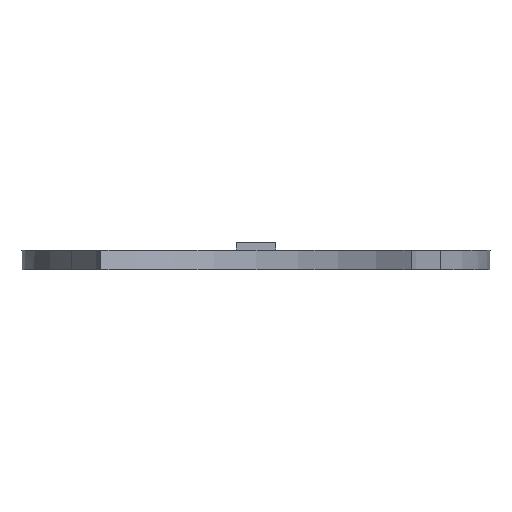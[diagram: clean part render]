
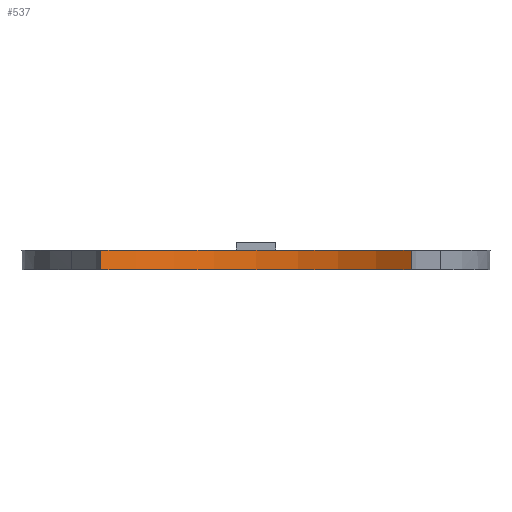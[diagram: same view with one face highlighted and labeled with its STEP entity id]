
A CAD part, front view. The second image highlights one B-rep face of the part: STEP entity #537.
In plain terms, the highlighted cylindrical face has radius 63 mm (diameter 126 mm), a partial arc.
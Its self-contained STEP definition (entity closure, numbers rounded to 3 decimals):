
#43 = CYLINDRICAL_SURFACE('',#44,70.);
#44 = AXIS2_PLACEMENT_3D('',#45,#46,#47);
#45 = CARTESIAN_POINT('',(102.47,80.,0.));
#46 = DIRECTION('',(-0.,-0.,-1.));
#47 = DIRECTION('',(1.,0.,0.));
#90 = VERTEX_POINT('',#91);
#91 = CARTESIAN_POINT('',(39.782,48.851,5.));
#106 = PLANE('',#107);
#107 = AXIS2_PLACEMENT_3D('',#108,#109,#110);
#108 = CARTESIAN_POINT('',(47.294,123.077,5.));
#109 = DIRECTION('',(0.,0.,-1.));
#110 = DIRECTION('',(-1.,0.,0.));
#122 = EDGE_CURVE('',#123,#90,#125,.T.);
#123 = VERTEX_POINT('',#124);
#124 = CARTESIAN_POINT('',(39.782,48.851,0.));
#125 = SURFACE_CURVE('',#126,(#130,#137),.PCURVE_S1.);
#126 = LINE('',#127,#128);
#127 = CARTESIAN_POINT('',(39.782,48.851,0.));
#128 = VECTOR('',#129,1.);
#129 = DIRECTION('',(0.,0.,1.));
#130 = PCURVE('',#43,#131);
#131 = DEFINITIONAL_REPRESENTATION('',(#132),#136);
#132 = LINE('',#133,#134);
#133 = CARTESIAN_POINT('',(-3.603,0.));
#134 = VECTOR('',#135,1.);
#135 = DIRECTION('',(-0.,-1.));
#136 = ( GEOMETRIC_REPRESENTATION_CONTEXT(2) 
PARAMETRIC_REPRESENTATION_CONTEXT() REPRESENTATION_CONTEXT('2D SPACE',''
  ) );
#137 = PCURVE('',#138,#143);
#138 = CYLINDRICAL_SURFACE('',#139,63.);
#139 = AXIS2_PLACEMENT_3D('',#140,#141,#142);
#140 = CARTESIAN_POINT('',(0.,0.,0.));
#141 = DIRECTION('',(-0.,-0.,-1.));
#142 = DIRECTION('',(1.,0.,0.));
#143 = DEFINITIONAL_REPRESENTATION('',(#144),#148);
#144 = LINE('',#145,#146);
#145 = CARTESIAN_POINT('',(-0.887,0.));
#146 = VECTOR('',#147,1.);
#147 = DIRECTION('',(-0.,-1.));
#148 = ( GEOMETRIC_REPRESENTATION_CONTEXT(2) 
PARAMETRIC_REPRESENTATION_CONTEXT() REPRESENTATION_CONTEXT('2D SPACE',''
  ) );
#165 = PLANE('',#166);
#166 = AXIS2_PLACEMENT_3D('',#167,#168,#169);
#167 = CARTESIAN_POINT('',(47.294,123.077,0.));
#168 = DIRECTION('',(0.,0.,-1.));
#169 = DIRECTION('',(-1.,0.,0.));
#274 = CYLINDRICAL_SURFACE('',#275,70.);
#275 = AXIS2_PLACEMENT_3D('',#276,#277,#278);
#276 = CARTESIAN_POINT('',(-102.47,80.,0.));
#277 = DIRECTION('',(-0.,-0.,-1.));
#278 = DIRECTION('',(1.,0.,0.));
#537 = ADVANCED_FACE('',(#538),#138,.F.);
#538 = FACE_BOUND('',#539,.T.);
#539 = EDGE_LOOP('',(#540,#541,#569,#592));
#540 = ORIENTED_EDGE('',*,*,#122,.T.);
#541 = ORIENTED_EDGE('',*,*,#542,.T.);
#542 = EDGE_CURVE('',#90,#543,#545,.T.);
#543 = VERTEX_POINT('',#544);
#544 = CARTESIAN_POINT('',(-39.782,48.851,5.));
#545 = SURFACE_CURVE('',#546,(#551,#558),.PCURVE_S1.);
#546 = CIRCLE('',#547,63.);
#547 = AXIS2_PLACEMENT_3D('',#548,#549,#550);
#548 = CARTESIAN_POINT('',(0.,0.,5.));
#549 = DIRECTION('',(0.,0.,1.));
#550 = DIRECTION('',(1.,0.,0.));
#551 = PCURVE('',#138,#552);
#552 = DEFINITIONAL_REPRESENTATION('',(#553),#557);
#553 = LINE('',#554,#555);
#554 = CARTESIAN_POINT('',(-0.,-5.));
#555 = VECTOR('',#556,1.);
#556 = DIRECTION('',(-1.,0.));
#557 = ( GEOMETRIC_REPRESENTATION_CONTEXT(2) 
PARAMETRIC_REPRESENTATION_CONTEXT() REPRESENTATION_CONTEXT('2D SPACE',''
  ) );
#558 = PCURVE('',#106,#559);
#559 = DEFINITIONAL_REPRESENTATION('',(#560),#568);
#560 = ( BOUNDED_CURVE() B_SPLINE_CURVE(2,(#561,#562,#563,#564,#565,#566
,#567),.UNSPECIFIED.,.T.,.F.) B_SPLINE_CURVE_WITH_KNOTS((1,2,2,2,2,1),(
    -2.094,0.,2.094,4.189,6.283,
8.378),.UNSPECIFIED.) CURVE() GEOMETRIC_REPRESENTATION_ITEM() 
RATIONAL_B_SPLINE_CURVE((1.,0.5,1.,0.5,1.,0.5,1.)) REPRESENTATION_ITEM(
  '') );
#561 = CARTESIAN_POINT('',(-15.706,-123.077));
#562 = CARTESIAN_POINT('',(-15.706,-13.958));
#563 = CARTESIAN_POINT('',(78.794,-68.517));
#564 = CARTESIAN_POINT('',(173.294,-123.077));
#565 = CARTESIAN_POINT('',(78.794,-177.636));
#566 = CARTESIAN_POINT('',(-15.706,-232.196));
#567 = CARTESIAN_POINT('',(-15.706,-123.077));
#568 = ( GEOMETRIC_REPRESENTATION_CONTEXT(2) 
PARAMETRIC_REPRESENTATION_CONTEXT() REPRESENTATION_CONTEXT('2D SPACE',''
  ) );
#569 = ORIENTED_EDGE('',*,*,#570,.F.);
#570 = EDGE_CURVE('',#571,#543,#573,.T.);
#571 = VERTEX_POINT('',#572);
#572 = CARTESIAN_POINT('',(-39.782,48.851,0.));
#573 = SURFACE_CURVE('',#574,(#578,#585),.PCURVE_S1.);
#574 = LINE('',#575,#576);
#575 = CARTESIAN_POINT('',(-39.782,48.851,0.));
#576 = VECTOR('',#577,1.);
#577 = DIRECTION('',(0.,0.,1.));
#578 = PCURVE('',#138,#579);
#579 = DEFINITIONAL_REPRESENTATION('',(#580),#584);
#580 = LINE('',#581,#582);
#581 = CARTESIAN_POINT('',(-2.254,0.));
#582 = VECTOR('',#583,1.);
#583 = DIRECTION('',(-0.,-1.));
#584 = ( GEOMETRIC_REPRESENTATION_CONTEXT(2) 
PARAMETRIC_REPRESENTATION_CONTEXT() REPRESENTATION_CONTEXT('2D SPACE',''
  ) );
#585 = PCURVE('',#274,#586);
#586 = DEFINITIONAL_REPRESENTATION('',(#587),#591);
#587 = LINE('',#588,#589);
#588 = CARTESIAN_POINT('',(-5.822,0.));
#589 = VECTOR('',#590,1.);
#590 = DIRECTION('',(-0.,-1.));
#591 = ( GEOMETRIC_REPRESENTATION_CONTEXT(2) 
PARAMETRIC_REPRESENTATION_CONTEXT() REPRESENTATION_CONTEXT('2D SPACE',''
  ) );
#592 = ORIENTED_EDGE('',*,*,#593,.F.);
#593 = EDGE_CURVE('',#123,#571,#594,.T.);
#594 = SURFACE_CURVE('',#595,(#600,#607),.PCURVE_S1.);
#595 = CIRCLE('',#596,63.);
#596 = AXIS2_PLACEMENT_3D('',#597,#598,#599);
#597 = CARTESIAN_POINT('',(0.,0.,0.));
#598 = DIRECTION('',(0.,0.,1.));
#599 = DIRECTION('',(1.,0.,0.));
#600 = PCURVE('',#138,#601);
#601 = DEFINITIONAL_REPRESENTATION('',(#602),#606);
#602 = LINE('',#603,#604);
#603 = CARTESIAN_POINT('',(-0.,0.));
#604 = VECTOR('',#605,1.);
#605 = DIRECTION('',(-1.,0.));
#606 = ( GEOMETRIC_REPRESENTATION_CONTEXT(2) 
PARAMETRIC_REPRESENTATION_CONTEXT() REPRESENTATION_CONTEXT('2D SPACE',''
  ) );
#607 = PCURVE('',#165,#608);
#608 = DEFINITIONAL_REPRESENTATION('',(#609),#617);
#609 = ( BOUNDED_CURVE() B_SPLINE_CURVE(2,(#610,#611,#612,#613,#614,#615
,#616),.UNSPECIFIED.,.T.,.F.) B_SPLINE_CURVE_WITH_KNOTS((1,2,2,2,2,1),(
    -2.094,0.,2.094,4.189,6.283,
8.378),.UNSPECIFIED.) CURVE() GEOMETRIC_REPRESENTATION_ITEM() 
RATIONAL_B_SPLINE_CURVE((1.,0.5,1.,0.5,1.,0.5,1.)) REPRESENTATION_ITEM(
  '') );
#610 = CARTESIAN_POINT('',(-15.706,-123.077));
#611 = CARTESIAN_POINT('',(-15.706,-13.958));
#612 = CARTESIAN_POINT('',(78.794,-68.517));
#613 = CARTESIAN_POINT('',(173.294,-123.077));
#614 = CARTESIAN_POINT('',(78.794,-177.636));
#615 = CARTESIAN_POINT('',(-15.706,-232.196));
#616 = CARTESIAN_POINT('',(-15.706,-123.077));
#617 = ( GEOMETRIC_REPRESENTATION_CONTEXT(2) 
PARAMETRIC_REPRESENTATION_CONTEXT() REPRESENTATION_CONTEXT('2D SPACE',''
  ) );
